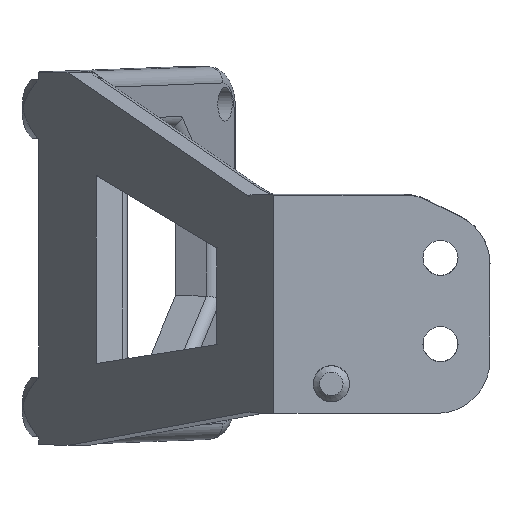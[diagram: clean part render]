
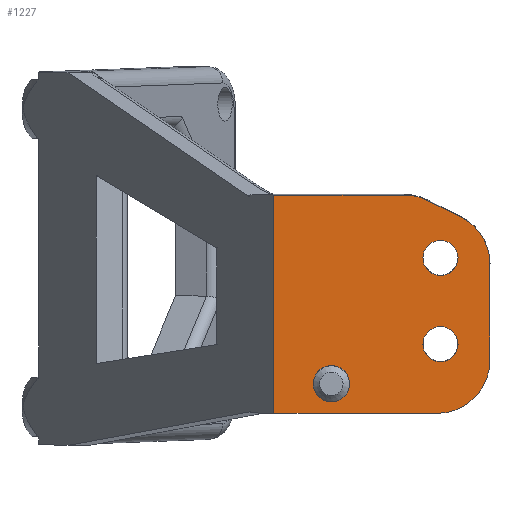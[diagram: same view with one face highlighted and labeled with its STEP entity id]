
A CAD part, left-side view. The second image highlights one B-rep face of the part: STEP entity #1227.
In plain terms, the highlighted planar face has unit normal (-1, 0, -0.018).
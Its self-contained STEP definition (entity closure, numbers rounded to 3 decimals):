
#225=CARTESIAN_POINT('',(31.261,-129.909,140.767));
#226=VERTEX_POINT('',#225);
#233=CARTESIAN_POINT('',(30.903,-129.909,161.281));
#234=VERTEX_POINT('',#233);
#235=CARTESIAN_POINT('',(30.903,-129.909,161.281));
#236=DIRECTION('',(0.017,0.,-1.));
#237=VECTOR('',#236,20.517);
#238=LINE('',#235,#237);
#239=EDGE_CURVE('',#234,#226,#238,.T.);
#1102=CARTESIAN_POINT('',(31.262,-127.208,140.767));
#1103=DIRECTION('',(-1.,0.,-0.017));
#1104=DIRECTION('',(0.,-1.,0.));
#1105=AXIS2_PLACEMENT_3D('',#1102,#1103,#1104);
#1106=PLANE('',#1105);
#1107=CARTESIAN_POINT('',(31.241,-135.308,141.867));
#1108=VERTEX_POINT('',#1107);
#1109=CARTESIAN_POINT('',(31.212,-133.608,143.567));
#1110=VERTEX_POINT('',#1109);
#1111=CARTESIAN_POINT('',(31.212,-135.308,143.567));
#1112=DIRECTION('',(1.,0.,0.017));
#1113=DIRECTION('',(0.017,0.,-1.));
#1114=AXIS2_PLACEMENT_3D('',#1111,#1112,#1113);
#1115=CIRCLE('',#1114,1.7);
#1116=EDGE_CURVE('',#1108,#1110,#1115,.T.);
#1117=ORIENTED_EDGE('',*,*,#1116,.T.);
#1118=CARTESIAN_POINT('',(31.212,-135.308,143.567));
#1119=DIRECTION('',(1.,0.,0.017));
#1120=DIRECTION('',(0.017,0.,-1.));
#1121=AXIS2_PLACEMENT_3D('',#1118,#1119,#1120);
#1122=CIRCLE('',#1121,1.7);
#1123=EDGE_CURVE('',#1110,#1108,#1122,.T.);
#1124=ORIENTED_EDGE('',*,*,#1123,.T.);
#1125=EDGE_LOOP('',(#1117,#1124));
#1126=FACE_BOUND('',#1125,.T.);
#1127=CARTESIAN_POINT('',(31.259,-145.208,140.767));
#1128=VERTEX_POINT('',#1127);
#1129=CARTESIAN_POINT('',(31.259,-145.208,140.767));
#1130=DIRECTION('',(0.,1.,0.));
#1131=VECTOR('',#1130,15.299);
#1132=LINE('',#1129,#1131);
#1133=EDGE_CURVE('',#1128,#226,#1132,.T.);
#1134=ORIENTED_EDGE('',*,*,#1133,.F.);
#1135=CARTESIAN_POINT('',(31.171,-150.208,145.766));
#1136=VERTEX_POINT('',#1135);
#1137=CARTESIAN_POINT('',(31.172,-145.208,145.766));
#1138=DIRECTION('',(-1.,0.,-0.017));
#1139=DIRECTION('',(-0.017,0.,1.));
#1140=AXIS2_PLACEMENT_3D('',#1137,#1138,#1139);
#1141=CIRCLE('',#1140,5.);
#1142=EDGE_CURVE('',#1128,#1136,#1141,.T.);
#1143=ORIENTED_EDGE('',*,*,#1142,.T.);
#1144=CARTESIAN_POINT('',(31.014,-150.208,154.763));
#1145=VERTEX_POINT('',#1144);
#1146=CARTESIAN_POINT('',(31.171,-150.208,145.766));
#1147=DIRECTION('',(-0.017,0.,1.));
#1148=VECTOR('',#1147,8.998);
#1149=LINE('',#1146,#1148);
#1150=EDGE_CURVE('',#1136,#1145,#1149,.T.);
#1151=ORIENTED_EDGE('',*,*,#1150,.T.);
#1152=CARTESIAN_POINT('',(30.936,-147.428,159.242));
#1153=VERTEX_POINT('',#1152);
#1154=CARTESIAN_POINT('',(31.015,-145.208,154.763));
#1155=DIRECTION('',(-1.,0.,-0.017));
#1156=DIRECTION('',(-0.017,0.,1.));
#1157=AXIS2_PLACEMENT_3D('',#1154,#1155,#1156);
#1158=CIRCLE('',#1157,5.);
#1159=EDGE_CURVE('',#1145,#1153,#1158,.T.);
#1160=ORIENTED_EDGE('',*,*,#1159,.T.);
#1161=CARTESIAN_POINT('',(30.91,-144.362,160.761));
#1162=VERTEX_POINT('',#1161);
#1163=CARTESIAN_POINT('',(30.936,-147.428,159.242));
#1164=DIRECTION('',(-0.008,0.896,0.444));
#1165=VECTOR('',#1164,3.422);
#1166=LINE('',#1163,#1165);
#1167=EDGE_CURVE('',#1153,#1162,#1166,.T.);
#1168=ORIENTED_EDGE('',*,*,#1167,.T.);
#1169=CARTESIAN_POINT('',(30.901,-142.142,161.281));
#1170=VERTEX_POINT('',#1169);
#1171=CARTESIAN_POINT('',(30.989,-142.142,156.282));
#1172=DIRECTION('',(-1.,0.,-0.017));
#1173=DIRECTION('',(-0.017,0.,1.));
#1174=AXIS2_PLACEMENT_3D('',#1171,#1172,#1173);
#1175=CIRCLE('',#1174,5.);
#1176=EDGE_CURVE('',#1162,#1170,#1175,.T.);
#1177=ORIENTED_EDGE('',*,*,#1176,.T.);
#1178=CARTESIAN_POINT('',(30.903,-129.909,161.281));
#1179=DIRECTION('',(0.,-1.,0.));
#1180=VECTOR('',#1179,12.233);
#1181=LINE('',#1178,#1180);
#1182=EDGE_CURVE('',#234,#1170,#1181,.T.);
#1183=ORIENTED_EDGE('',*,*,#1182,.F.);
#1184=ORIENTED_EDGE('',*,*,#239,.T.);
#1185=EDGE_LOOP('',(#1134,#1143,#1151,#1160,#1168,#1177,#1183,#1184));
#1186=FACE_BOUND('',#1185,.T.);
#1187=CARTESIAN_POINT('',(31.004,-147.208,155.365));
#1188=VERTEX_POINT('',#1187);
#1189=CARTESIAN_POINT('',(31.004,-143.908,155.365));
#1190=VERTEX_POINT('',#1189);
#1191=CARTESIAN_POINT('',(31.004,-145.558,155.365));
#1192=DIRECTION('',(1.,0.,0.017));
#1193=DIRECTION('',(0.,-1.,0.));
#1194=AXIS2_PLACEMENT_3D('',#1191,#1192,#1193);
#1195=CIRCLE('',#1194,1.65);
#1196=EDGE_CURVE('',#1188,#1190,#1195,.T.);
#1197=ORIENTED_EDGE('',*,*,#1196,.T.);
#1198=CARTESIAN_POINT('',(31.004,-145.558,155.365));
#1199=DIRECTION('',(1.,0.,0.017));
#1200=DIRECTION('',(0.,-1.,0.));
#1201=AXIS2_PLACEMENT_3D('',#1198,#1199,#1200);
#1202=CIRCLE('',#1201,1.65);
#1203=EDGE_CURVE('',#1190,#1188,#1202,.T.);
#1204=ORIENTED_EDGE('',*,*,#1203,.T.);
#1205=EDGE_LOOP('',(#1197,#1204));
#1206=FACE_BOUND('',#1205,.T.);
#1207=CARTESIAN_POINT('',(31.145,-147.208,147.266));
#1208=VERTEX_POINT('',#1207);
#1209=CARTESIAN_POINT('',(31.146,-143.908,147.266));
#1210=VERTEX_POINT('',#1209);
#1211=CARTESIAN_POINT('',(31.145,-145.558,147.266));
#1212=DIRECTION('',(1.,0.,0.017));
#1213=DIRECTION('',(0.,-1.,0.));
#1214=AXIS2_PLACEMENT_3D('',#1211,#1212,#1213);
#1215=CIRCLE('',#1214,1.65);
#1216=EDGE_CURVE('',#1208,#1210,#1215,.T.);
#1217=ORIENTED_EDGE('',*,*,#1216,.T.);
#1218=CARTESIAN_POINT('',(31.145,-145.558,147.266));
#1219=DIRECTION('',(1.,0.,0.017));
#1220=DIRECTION('',(0.,-1.,0.));
#1221=AXIS2_PLACEMENT_3D('',#1218,#1219,#1220);
#1222=CIRCLE('',#1221,1.65);
#1223=EDGE_CURVE('',#1210,#1208,#1222,.T.);
#1224=ORIENTED_EDGE('',*,*,#1223,.T.);
#1225=EDGE_LOOP('',(#1217,#1224));
#1226=FACE_BOUND('',#1225,.T.);
#1227=ADVANCED_FACE('',(#1126,#1186,#1206,#1226),#1106,.T.);
